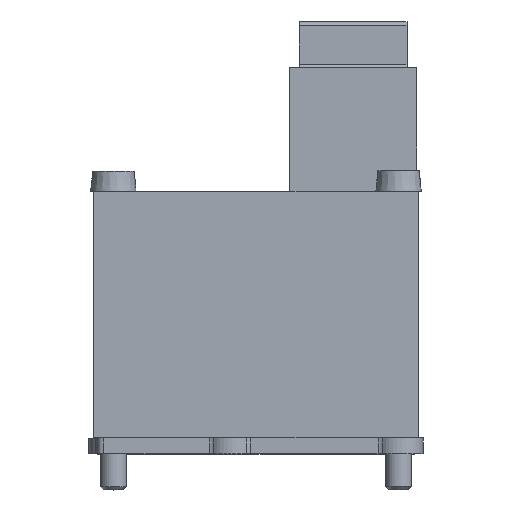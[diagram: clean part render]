
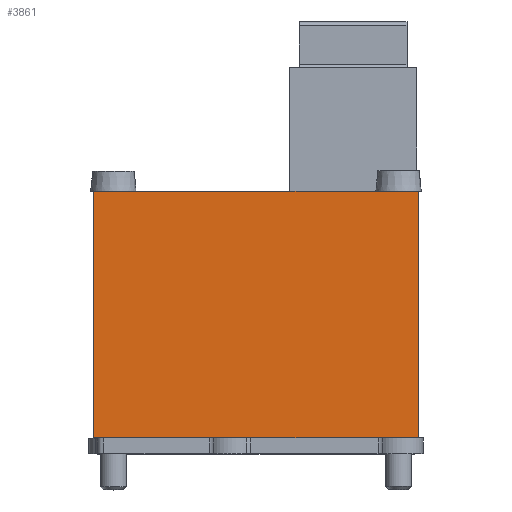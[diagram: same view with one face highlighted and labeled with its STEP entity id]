
A CAD part, top view. The second image highlights one B-rep face of the part: STEP entity #3861.
In plain terms, the highlighted planar face has unit normal (0, 0, 1).
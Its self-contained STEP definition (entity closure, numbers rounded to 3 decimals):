
#225=LINE('',#6428,#517);
#227=LINE('',#6432,#519);
#228=LINE('',#6434,#520);
#229=LINE('',#6436,#521);
#517=VECTOR('',#5171,1000.);
#519=VECTOR('',#5175,1000.);
#520=VECTOR('',#5176,1000.);
#521=VECTOR('',#5177,1000.);
#832=ORIENTED_EDGE('',*,*,#1867,.T.);
#833=ORIENTED_EDGE('',*,*,#1868,.F.);
#834=ORIENTED_EDGE('',*,*,#1869,.F.);
#835=ORIENTED_EDGE('',*,*,#1865,.T.);
#1865=EDGE_CURVE('',#2383,#2382,#225,.T.);
#1867=EDGE_CURVE('',#2382,#2384,#227,.T.);
#1868=EDGE_CURVE('',#2385,#2384,#228,.T.);
#1869=EDGE_CURVE('',#2383,#2385,#229,.T.);
#2382=VERTEX_POINT('',#6427);
#2383=VERTEX_POINT('',#6429);
#2384=VERTEX_POINT('',#6433);
#2385=VERTEX_POINT('',#6435);
#2940=EDGE_LOOP('',(#832,#833,#834,#835));
#3326=FACE_BOUND('',#2940,.T.);
#3715=PLANE('',#4654);
#3861=ADVANCED_FACE('',(#3326),#3715,.F.);
#4654=AXIS2_PLACEMENT_3D('',#6431,#5173,#5174);
#5171=DIRECTION('',(0.,-1.,0.));
#5173=DIRECTION('',(0.,0.,-1.));
#5174=DIRECTION('',(-1.,0.,0.));
#5175=DIRECTION('',(1.,0.,0.));
#5176=DIRECTION('',(0.,-1.,0.));
#5177=DIRECTION('',(1.,0.,0.));
#6427=CARTESIAN_POINT('',(-20.,0.,0.));
#6428=CARTESIAN_POINT('',(-20.,19.,0.));
#6429=CARTESIAN_POINT('',(-20.,19.,0.));
#6431=CARTESIAN_POINT('',(-20.,19.,0.));
#6432=CARTESIAN_POINT('',(-20.,0.,0.));
#6433=CARTESIAN_POINT('',(5.,0.,0.));
#6434=CARTESIAN_POINT('',(5.,19.,0.));
#6435=CARTESIAN_POINT('',(5.,19.,0.));
#6436=CARTESIAN_POINT('',(-20.,19.,0.));
